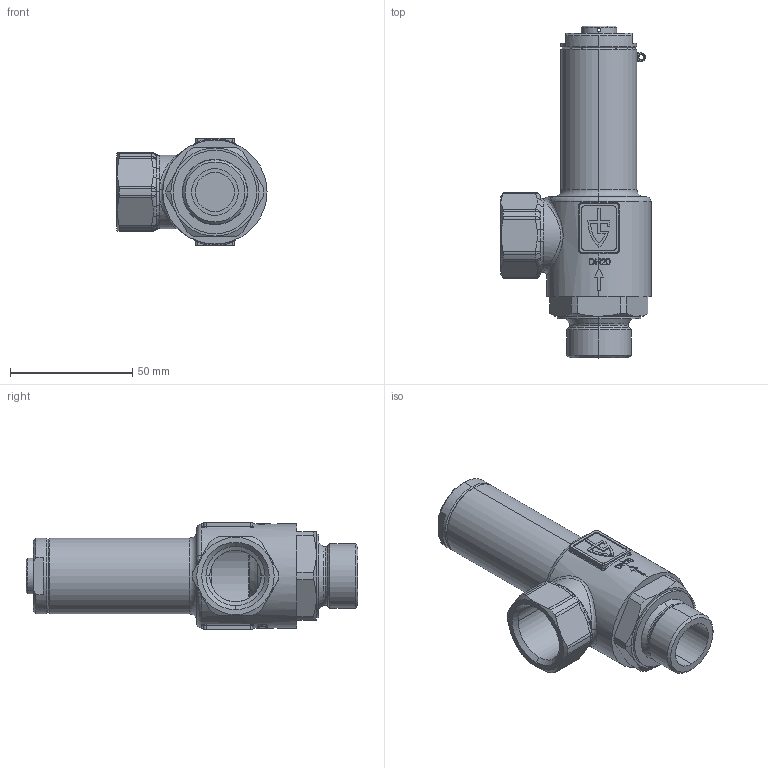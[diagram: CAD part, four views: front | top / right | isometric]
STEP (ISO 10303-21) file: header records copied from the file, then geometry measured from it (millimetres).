
FILE_DESCRIPTION (( 'STEP AP214' ), '1' );
FILE_NAME ('417tGFO-20-m+f-20+20 Dummy.STEP', '2013-01-30T13:53:36', ( 'Blankenhorn' ), ( '' ), 'SwSTEP 2.0', 'SolidWorks 2013', '' );
FILE_SCHEMA (( 'AUTOMOTIVE_DESIGN' ));
Length unit declared in the file: millimetre
Products named in the file (1): 417tGFO-20-m+f-20+20 Dummy
Bounding box: 61.25 x 135.5 x 44 mm (x, y, z)
Volume: 74892.1 mm3; surface area: 37706.6 mm2
Topology: 4 solids, 4 shells, 537 faces, 1351 edges, 850 vertices
Faces by surface type: plane 181, cylinder 144, bspline 109, cone 55, torus 48
Entity records: 27265 total; most frequent: CARTESIAN_POINT 9028, ORIENTED_EDGE 2702, DIRECTION 2388, EDGE_CURVE 1351, AXIS2_PLACEMENT_3D 920, VERTEX_POINT 850, EDGE_LOOP 579, LINE 548
